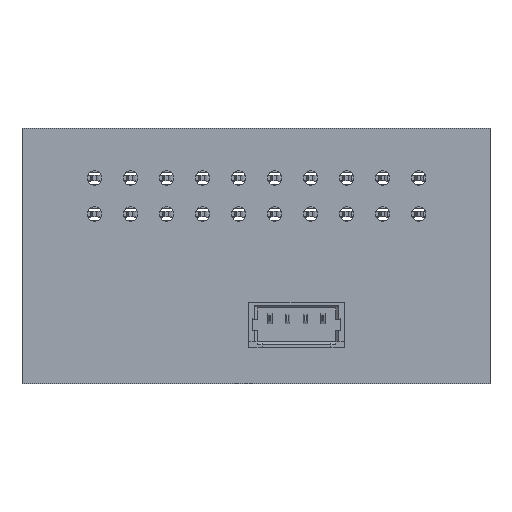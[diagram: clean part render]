
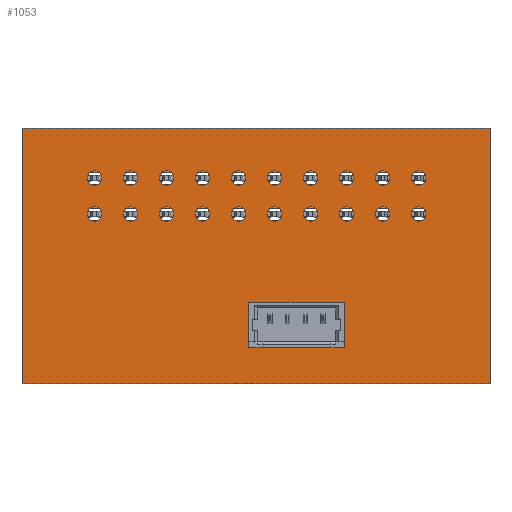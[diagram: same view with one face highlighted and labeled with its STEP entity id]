
A CAD part, top view. The second image highlights one B-rep face of the part: STEP entity #1053.
In plain terms, the highlighted planar face has unit normal (0, 0, 1).
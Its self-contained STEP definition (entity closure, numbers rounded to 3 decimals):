
#60 = VERTEX_POINT('',#61);
#61 = CARTESIAN_POINT('',(26.,33.,1.595));
#67 = EDGE_CURVE('',#60,#68,#70,.T.);
#68 = VERTEX_POINT('',#69);
#69 = CARTESIAN_POINT('',(26.,51.,1.595));
#70 = LINE('',#71,#72);
#71 = CARTESIAN_POINT('',(26.,33.,1.595));
#72 = VECTOR('',#73,1.);
#73 = DIRECTION('',(0.,1.,0.));
#98 = EDGE_CURVE('',#68,#99,#101,.T.);
#99 = VERTEX_POINT('',#100);
#100 = CARTESIAN_POINT('',(59.,51.,1.595));
#101 = LINE('',#102,#103);
#102 = CARTESIAN_POINT('',(26.,51.,1.595));
#103 = VECTOR('',#104,1.);
#104 = DIRECTION('',(1.,0.,0.));
#129 = EDGE_CURVE('',#99,#130,#132,.T.);
#130 = VERTEX_POINT('',#131);
#131 = CARTESIAN_POINT('',(59.,33.,1.595));
#132 = LINE('',#133,#134);
#133 = CARTESIAN_POINT('',(59.,51.,1.595));
#134 = VECTOR('',#135,1.);
#135 = DIRECTION('',(0.,-1.,0.));
#160 = EDGE_CURVE('',#130,#60,#161,.T.);
#161 = LINE('',#162,#163);
#162 = CARTESIAN_POINT('',(59.,33.,1.595));
#163 = VECTOR('',#164,1.);
#164 = DIRECTION('',(-1.,0.,0.));
#184 = VERTEX_POINT('',#185);
#185 = CARTESIAN_POINT('',(36.705,44.958,1.595));
#191 = EDGE_CURVE('',#184,#184,#192,.T.);
#192 = CIRCLE('',#193,0.51);
#193 = AXIS2_PLACEMENT_3D('',#194,#195,#196);
#194 = CARTESIAN_POINT('',(36.195,44.958,1.595));
#195 = DIRECTION('',(0.,0.,1.));
#196 = DIRECTION('',(1.,0.,-0.));
#217 = VERTEX_POINT('',#218);
#218 = CARTESIAN_POINT('',(31.625,44.958,1.595));
#224 = EDGE_CURVE('',#217,#217,#225,.T.);
#225 = CIRCLE('',#226,0.51);
#226 = AXIS2_PLACEMENT_3D('',#227,#228,#229);
#227 = CARTESIAN_POINT('',(31.115,44.958,1.595));
#228 = DIRECTION('',(0.,0.,1.));
#229 = DIRECTION('',(1.,0.,-0.));
#250 = VERTEX_POINT('',#251);
#251 = CARTESIAN_POINT('',(34.165,44.958,1.595));
#257 = EDGE_CURVE('',#250,#250,#258,.T.);
#258 = CIRCLE('',#259,0.51);
#259 = AXIS2_PLACEMENT_3D('',#260,#261,#262);
#260 = CARTESIAN_POINT('',(33.655,44.958,1.595));
#261 = DIRECTION('',(0.,0.,1.));
#262 = DIRECTION('',(1.,0.,-0.));
#283 = VERTEX_POINT('',#284);
#284 = CARTESIAN_POINT('',(43.724,37.592,1.595));
#290 = EDGE_CURVE('',#283,#283,#291,.T.);
#291 = CIRCLE('',#292,0.25);
#292 = AXIS2_PLACEMENT_3D('',#293,#294,#295);
#293 = CARTESIAN_POINT('',(43.474,37.592,1.595));
#294 = DIRECTION('',(0.,0.,1.));
#295 = DIRECTION('',(1.,0.,-0.));
#316 = VERTEX_POINT('',#317);
#317 = CARTESIAN_POINT('',(39.245,44.958,1.595));
#323 = EDGE_CURVE('',#316,#316,#324,.T.);
#324 = CIRCLE('',#325,0.51);
#325 = AXIS2_PLACEMENT_3D('',#326,#327,#328);
#326 = CARTESIAN_POINT('',(38.735,44.958,1.595));
#327 = DIRECTION('',(0.,0.,1.));
#328 = DIRECTION('',(1.,0.,-0.));
#349 = VERTEX_POINT('',#350);
#350 = CARTESIAN_POINT('',(41.785,44.958,1.595));
#356 = EDGE_CURVE('',#349,#349,#357,.T.);
#357 = CIRCLE('',#358,0.51);
#358 = AXIS2_PLACEMENT_3D('',#359,#360,#361);
#359 = CARTESIAN_POINT('',(41.275,44.958,1.595));
#360 = DIRECTION('',(0.,0.,1.));
#361 = DIRECTION('',(1.,0.,-0.));
#382 = VERTEX_POINT('',#383);
#383 = CARTESIAN_POINT('',(36.705,47.498,1.595));
#389 = EDGE_CURVE('',#382,#382,#390,.T.);
#390 = CIRCLE('',#391,0.51);
#391 = AXIS2_PLACEMENT_3D('',#392,#393,#394);
#392 = CARTESIAN_POINT('',(36.195,47.498,1.595));
#393 = DIRECTION('',(0.,0.,1.));
#394 = DIRECTION('',(1.,0.,-0.));
#415 = VERTEX_POINT('',#416);
#416 = CARTESIAN_POINT('',(31.625,47.498,1.595));
#422 = EDGE_CURVE('',#415,#415,#423,.T.);
#423 = CIRCLE('',#424,0.51);
#424 = AXIS2_PLACEMENT_3D('',#425,#426,#427);
#425 = CARTESIAN_POINT('',(31.115,47.498,1.595));
#426 = DIRECTION('',(0.,0.,1.));
#427 = DIRECTION('',(1.,0.,-0.));
#448 = VERTEX_POINT('',#449);
#449 = CARTESIAN_POINT('',(34.165,47.498,1.595));
#455 = EDGE_CURVE('',#448,#448,#456,.T.);
#456 = CIRCLE('',#457,0.51);
#457 = AXIS2_PLACEMENT_3D('',#458,#459,#460);
#458 = CARTESIAN_POINT('',(33.655,47.498,1.595));
#459 = DIRECTION('',(0.,0.,1.));
#460 = DIRECTION('',(1.,0.,-0.));
#481 = VERTEX_POINT('',#482);
#482 = CARTESIAN_POINT('',(44.325,47.498,1.595));
#488 = EDGE_CURVE('',#481,#481,#489,.T.);
#489 = CIRCLE('',#490,0.51);
#490 = AXIS2_PLACEMENT_3D('',#491,#492,#493);
#491 = CARTESIAN_POINT('',(43.815,47.498,1.595));
#492 = DIRECTION('',(0.,0.,1.));
#493 = DIRECTION('',(1.,0.,-0.));
#514 = VERTEX_POINT('',#515);
#515 = CARTESIAN_POINT('',(39.245,47.498,1.595));
#521 = EDGE_CURVE('',#514,#514,#522,.T.);
#522 = CIRCLE('',#523,0.51);
#523 = AXIS2_PLACEMENT_3D('',#524,#525,#526);
#524 = CARTESIAN_POINT('',(38.735,47.498,1.595));
#525 = DIRECTION('',(0.,0.,1.));
#526 = DIRECTION('',(1.,0.,-0.));
#547 = VERTEX_POINT('',#548);
#548 = CARTESIAN_POINT('',(41.785,47.498,1.595));
#554 = EDGE_CURVE('',#547,#547,#555,.T.);
#555 = CIRCLE('',#556,0.51);
#556 = AXIS2_PLACEMENT_3D('',#557,#558,#559);
#557 = CARTESIAN_POINT('',(41.275,47.498,1.595));
#558 = DIRECTION('',(0.,0.,1.));
#559 = DIRECTION('',(1.,0.,-0.));
#580 = VERTEX_POINT('',#581);
#581 = CARTESIAN_POINT('',(46.224,37.592,1.595));
#587 = EDGE_CURVE('',#580,#580,#588,.T.);
#588 = CIRCLE('',#589,0.25);
#589 = AXIS2_PLACEMENT_3D('',#590,#591,#592);
#590 = CARTESIAN_POINT('',(45.974,37.592,1.595));
#591 = DIRECTION('',(0.,0.,1.));
#592 = DIRECTION('',(1.,0.,-0.));
#613 = VERTEX_POINT('',#614);
#614 = CARTESIAN_POINT('',(44.325,44.958,1.595));
#620 = EDGE_CURVE('',#613,#613,#621,.T.);
#621 = CIRCLE('',#622,0.51);
#622 = AXIS2_PLACEMENT_3D('',#623,#624,#625);
#623 = CARTESIAN_POINT('',(43.815,44.958,1.595));
#624 = DIRECTION('',(0.,0.,1.));
#625 = DIRECTION('',(1.,0.,-0.));
#646 = VERTEX_POINT('',#647);
#647 = CARTESIAN_POINT('',(44.974,37.592,1.595));
#653 = EDGE_CURVE('',#646,#646,#654,.T.);
#654 = CIRCLE('',#655,0.25);
#655 = AXIS2_PLACEMENT_3D('',#656,#657,#658);
#656 = CARTESIAN_POINT('',(44.724,37.592,1.595));
#657 = DIRECTION('',(0.,0.,1.));
#658 = DIRECTION('',(1.,0.,-0.));
#679 = VERTEX_POINT('',#680);
#680 = CARTESIAN_POINT('',(47.474,37.592,1.595));
#686 = EDGE_CURVE('',#679,#679,#687,.T.);
#687 = CIRCLE('',#688,0.25);
#688 = AXIS2_PLACEMENT_3D('',#689,#690,#691);
#689 = CARTESIAN_POINT('',(47.224,37.592,1.595));
#690 = DIRECTION('',(0.,0.,1.));
#691 = DIRECTION('',(1.,0.,-0.));
#712 = VERTEX_POINT('',#713);
#713 = CARTESIAN_POINT('',(46.865,44.958,1.595));
#719 = EDGE_CURVE('',#712,#712,#720,.T.);
#720 = CIRCLE('',#721,0.51);
#721 = AXIS2_PLACEMENT_3D('',#722,#723,#724);
#722 = CARTESIAN_POINT('',(46.355,44.958,1.595));
#723 = DIRECTION('',(0.,0.,1.));
#724 = DIRECTION('',(1.,0.,-0.));
#745 = VERTEX_POINT('',#746);
#746 = CARTESIAN_POINT('',(49.405,44.958,1.595));
#752 = EDGE_CURVE('',#745,#745,#753,.T.);
#753 = CIRCLE('',#754,0.51);
#754 = AXIS2_PLACEMENT_3D('',#755,#756,#757);
#755 = CARTESIAN_POINT('',(48.895,44.958,1.595));
#756 = DIRECTION('',(0.,0.,1.));
#757 = DIRECTION('',(1.,0.,-0.));
#778 = VERTEX_POINT('',#779);
#779 = CARTESIAN_POINT('',(51.945,44.958,1.595));
#785 = EDGE_CURVE('',#778,#778,#786,.T.);
#786 = CIRCLE('',#787,0.51);
#787 = AXIS2_PLACEMENT_3D('',#788,#789,#790);
#788 = CARTESIAN_POINT('',(51.435,44.958,1.595));
#789 = DIRECTION('',(0.,0.,1.));
#790 = DIRECTION('',(1.,0.,-0.));
#811 = VERTEX_POINT('',#812);
#812 = CARTESIAN_POINT('',(46.865,47.498,1.595));
#818 = EDGE_CURVE('',#811,#811,#819,.T.);
#819 = CIRCLE('',#820,0.51);
#820 = AXIS2_PLACEMENT_3D('',#821,#822,#823);
#821 = CARTESIAN_POINT('',(46.355,47.498,1.595));
#822 = DIRECTION('',(0.,0.,1.));
#823 = DIRECTION('',(1.,0.,-0.));
#844 = VERTEX_POINT('',#845);
#845 = CARTESIAN_POINT('',(49.405,47.498,1.595));
#851 = EDGE_CURVE('',#844,#844,#852,.T.);
#852 = CIRCLE('',#853,0.51);
#853 = AXIS2_PLACEMENT_3D('',#854,#855,#856);
#854 = CARTESIAN_POINT('',(48.895,47.498,1.595));
#855 = DIRECTION('',(0.,0.,1.));
#856 = DIRECTION('',(1.,0.,-0.));
#877 = VERTEX_POINT('',#878);
#878 = CARTESIAN_POINT('',(54.485,44.958,1.595));
#884 = EDGE_CURVE('',#877,#877,#885,.T.);
#885 = CIRCLE('',#886,0.51);
#886 = AXIS2_PLACEMENT_3D('',#887,#888,#889);
#887 = CARTESIAN_POINT('',(53.975,44.958,1.595));
#888 = DIRECTION('',(0.,0.,1.));
#889 = DIRECTION('',(1.,0.,-0.));
#910 = VERTEX_POINT('',#911);
#911 = CARTESIAN_POINT('',(51.945,47.498,1.595));
#917 = EDGE_CURVE('',#910,#910,#918,.T.);
#918 = CIRCLE('',#919,0.51);
#919 = AXIS2_PLACEMENT_3D('',#920,#921,#922);
#920 = CARTESIAN_POINT('',(51.435,47.498,1.595));
#921 = DIRECTION('',(0.,0.,1.));
#922 = DIRECTION('',(1.,0.,-0.));
#943 = VERTEX_POINT('',#944);
#944 = CARTESIAN_POINT('',(54.485,47.498,1.595));
#950 = EDGE_CURVE('',#943,#943,#951,.T.);
#951 = CIRCLE('',#952,0.51);
#952 = AXIS2_PLACEMENT_3D('',#953,#954,#955);
#953 = CARTESIAN_POINT('',(53.975,47.498,1.595));
#954 = DIRECTION('',(0.,0.,1.));
#955 = DIRECTION('',(1.,0.,-0.));
#1053 = ADVANCED_FACE('',(#1054,#1060,#1063,#1066,#1069,#1072,#1075,
    #1078,#1081,#1084,#1087,#1090,#1093,#1096,#1099,#1102,#1105,#1108,
    #1111,#1114,#1117,#1120,#1123,#1126,#1129),#1132,.F.);
#1054 = FACE_BOUND('',#1055,.F.);
#1055 = EDGE_LOOP('',(#1056,#1057,#1058,#1059));
#1056 = ORIENTED_EDGE('',*,*,#67,.T.);
#1057 = ORIENTED_EDGE('',*,*,#98,.T.);
#1058 = ORIENTED_EDGE('',*,*,#129,.T.);
#1059 = ORIENTED_EDGE('',*,*,#160,.T.);
#1060 = FACE_BOUND('',#1061,.F.);
#1061 = EDGE_LOOP('',(#1062));
#1062 = ORIENTED_EDGE('',*,*,#191,.T.);
#1063 = FACE_BOUND('',#1064,.F.);
#1064 = EDGE_LOOP('',(#1065));
#1065 = ORIENTED_EDGE('',*,*,#224,.T.);
#1066 = FACE_BOUND('',#1067,.F.);
#1067 = EDGE_LOOP('',(#1068));
#1068 = ORIENTED_EDGE('',*,*,#257,.T.);
#1069 = FACE_BOUND('',#1070,.F.);
#1070 = EDGE_LOOP('',(#1071));
#1071 = ORIENTED_EDGE('',*,*,#290,.T.);
#1072 = FACE_BOUND('',#1073,.F.);
#1073 = EDGE_LOOP('',(#1074));
#1074 = ORIENTED_EDGE('',*,*,#323,.T.);
#1075 = FACE_BOUND('',#1076,.F.);
#1076 = EDGE_LOOP('',(#1077));
#1077 = ORIENTED_EDGE('',*,*,#356,.T.);
#1078 = FACE_BOUND('',#1079,.F.);
#1079 = EDGE_LOOP('',(#1080));
#1080 = ORIENTED_EDGE('',*,*,#389,.T.);
#1081 = FACE_BOUND('',#1082,.F.);
#1082 = EDGE_LOOP('',(#1083));
#1083 = ORIENTED_EDGE('',*,*,#422,.T.);
#1084 = FACE_BOUND('',#1085,.F.);
#1085 = EDGE_LOOP('',(#1086));
#1086 = ORIENTED_EDGE('',*,*,#455,.T.);
#1087 = FACE_BOUND('',#1088,.F.);
#1088 = EDGE_LOOP('',(#1089));
#1089 = ORIENTED_EDGE('',*,*,#488,.T.);
#1090 = FACE_BOUND('',#1091,.F.);
#1091 = EDGE_LOOP('',(#1092));
#1092 = ORIENTED_EDGE('',*,*,#521,.T.);
#1093 = FACE_BOUND('',#1094,.F.);
#1094 = EDGE_LOOP('',(#1095));
#1095 = ORIENTED_EDGE('',*,*,#554,.T.);
#1096 = FACE_BOUND('',#1097,.F.);
#1097 = EDGE_LOOP('',(#1098));
#1098 = ORIENTED_EDGE('',*,*,#587,.T.);
#1099 = FACE_BOUND('',#1100,.F.);
#1100 = EDGE_LOOP('',(#1101));
#1101 = ORIENTED_EDGE('',*,*,#620,.T.);
#1102 = FACE_BOUND('',#1103,.F.);
#1103 = EDGE_LOOP('',(#1104));
#1104 = ORIENTED_EDGE('',*,*,#653,.T.);
#1105 = FACE_BOUND('',#1106,.F.);
#1106 = EDGE_LOOP('',(#1107));
#1107 = ORIENTED_EDGE('',*,*,#686,.T.);
#1108 = FACE_BOUND('',#1109,.F.);
#1109 = EDGE_LOOP('',(#1110));
#1110 = ORIENTED_EDGE('',*,*,#719,.T.);
#1111 = FACE_BOUND('',#1112,.F.);
#1112 = EDGE_LOOP('',(#1113));
#1113 = ORIENTED_EDGE('',*,*,#752,.T.);
#1114 = FACE_BOUND('',#1115,.F.);
#1115 = EDGE_LOOP('',(#1116));
#1116 = ORIENTED_EDGE('',*,*,#785,.T.);
#1117 = FACE_BOUND('',#1118,.F.);
#1118 = EDGE_LOOP('',(#1119));
#1119 = ORIENTED_EDGE('',*,*,#818,.T.);
#1120 = FACE_BOUND('',#1121,.F.);
#1121 = EDGE_LOOP('',(#1122));
#1122 = ORIENTED_EDGE('',*,*,#851,.T.);
#1123 = FACE_BOUND('',#1124,.F.);
#1124 = EDGE_LOOP('',(#1125));
#1125 = ORIENTED_EDGE('',*,*,#884,.T.);
#1126 = FACE_BOUND('',#1127,.F.);
#1127 = EDGE_LOOP('',(#1128));
#1128 = ORIENTED_EDGE('',*,*,#917,.T.);
#1129 = FACE_BOUND('',#1130,.F.);
#1130 = EDGE_LOOP('',(#1131));
#1131 = ORIENTED_EDGE('',*,*,#950,.T.);
#1132 = PLANE('',#1133);
#1133 = AXIS2_PLACEMENT_3D('',#1134,#1135,#1136);
#1134 = CARTESIAN_POINT('',(42.5,42.,1.595));
#1135 = DIRECTION('',(-0.,-0.,-1.));
#1136 = DIRECTION('',(-1.,0.,0.));
